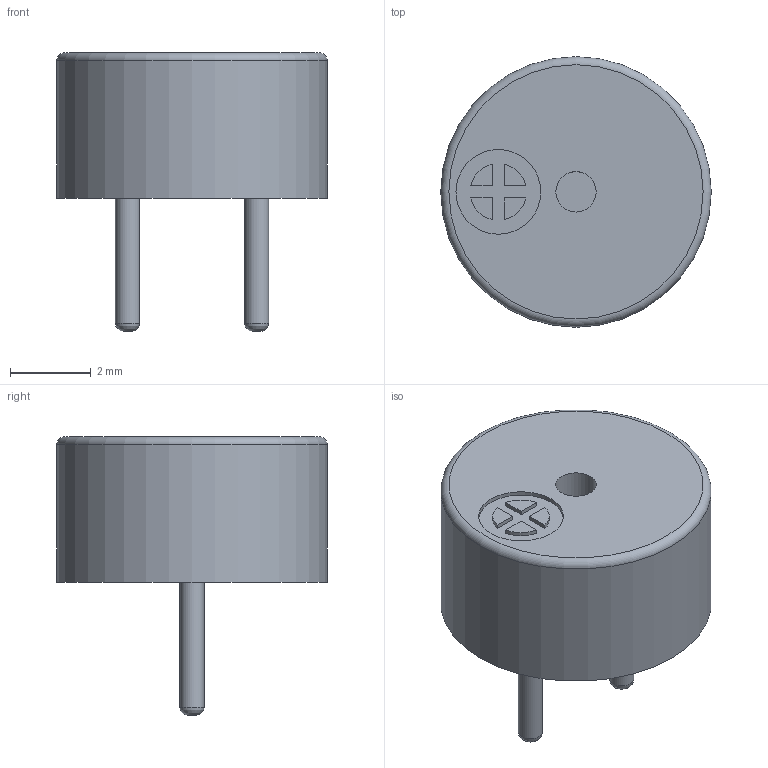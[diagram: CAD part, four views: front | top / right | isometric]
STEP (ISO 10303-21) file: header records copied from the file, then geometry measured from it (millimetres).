
FILE_DESCRIPTION(/* description */ (''),/* implementation_level */ '2;1');
FILE_NAME(/* name */ 'Buzzer-6636CY.step',/* time_stamp */ '2024-02-03T03:12:00+03:00',/* author */ (''),/* organization */ (''),/* preprocessor_version */ 'ST-DEVELOPER v20',/* originating_system */ 'Autodesk Translation Framework v12.20.1.177',/* authorisation */ '');
FILE_SCHEMA (('AUTOMOTIVE_DESIGN { 1 0 10303 214 3 1 1 }'));
Length unit declared in the file: millimetre
Products named in the file (1): Buzzer-6636CY
Bounding box: 6.7 x 6.7 x 6.9 mm (x, y, z)
Volume: 127.7 mm3; surface area: 161.6 mm2
Topology: 3 solids, 3 shells, 32 faces, 59 edges, 39 vertices
Faces by surface type: plane 20, cylinder 9, bspline 2, torus 1
Full cylindrical faces by diameter (mm): 0.6 x2, 1 x1, 2.1 x1, 6.7 x1
Entity records: 897 total; most frequent: CARTESIAN_POINT 183, DIRECTION 147, ORIENTED_EDGE 118, EDGE_CURVE 59, AXIS2_PLACEMENT_3D 57, VERTEX_POINT 39, EDGE_LOOP 38, LINE 33
